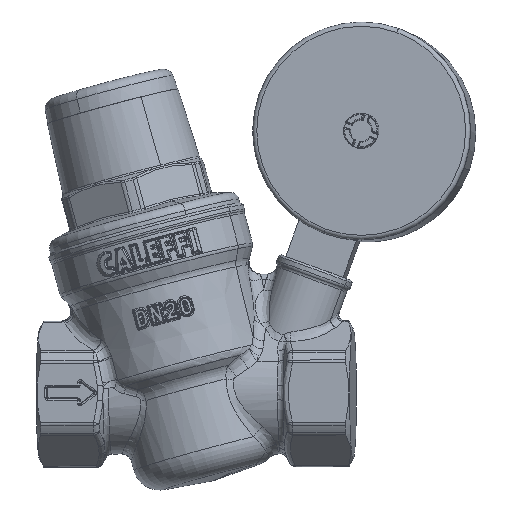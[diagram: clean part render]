
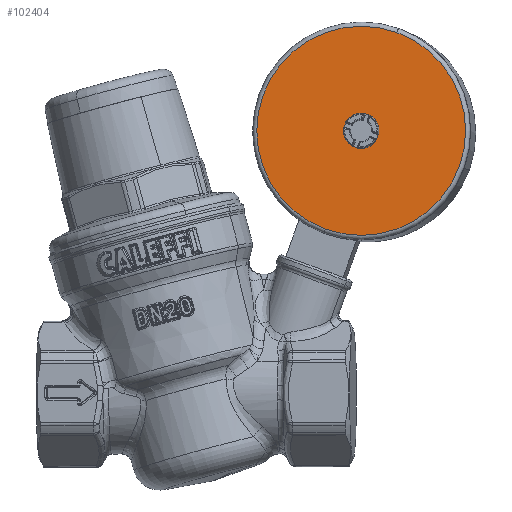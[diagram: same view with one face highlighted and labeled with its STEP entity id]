
A CAD part, top view. The second image highlights one B-rep face of the part: STEP entity #102404.
In plain terms, the highlighted planar face has unit normal (-0.052, 0.019, 0.998).
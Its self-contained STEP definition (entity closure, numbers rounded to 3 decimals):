
#102202=CARTESIAN_POINT('Vertex',(31.69,35.861,17.222)) ;
#102205=CARTESIAN_POINT('Axis2P3D Location',(39.887,58.418,17.221)) ;
#102209=CARTESIAN_POINT('Vertex',(48.084,80.975,17.221)) ;
#102246=CARTESIAN_POINT('Axis2P3D Location',(39.887,58.418,17.221)) ;
#102297=CARTESIAN_POINT('Axis2P3D Location',(39.887,58.418,17.221)) ;
#102306=CARTESIAN_POINT('Axis2P3D Location',(39.887,58.418,17.221)) ;
#102310=CARTESIAN_POINT('Vertex',(41.253,62.177,17.221)) ;
#102312=CARTESIAN_POINT('Vertex',(41.748,61.959,17.251)) ;
#102315=CARTESIAN_POINT('Axis2P3D Location',(39.887,58.418,17.221)) ;
#102319=CARTESIAN_POINT('Vertex',(43.836,59.023,17.417)) ;
#102322=CARTESIAN_POINT('Axis2P3D Location',(39.887,58.418,17.221)) ;
#102326=CARTESIAN_POINT('Vertex',(43.791,57.574,17.442)) ;
#102329=CARTESIAN_POINT('Axis2P3D Location',(39.887,58.418,17.221)) ;
#102333=CARTESIAN_POINT('Vertex',(43.422,56.559,17.442)) ;
#102336=CARTESIAN_POINT('Axis2P3D Location',(39.887,58.418,17.221)) ;
#102340=CARTESIAN_POINT('Vertex',(39.04,54.509,17.252)) ;
#102343=CARTESIAN_POINT('Axis2P3D Location',(39.887,58.418,17.221)) ;
#102347=CARTESIAN_POINT('Vertex',(38.521,54.658,17.221)) ;
#102350=CARTESIAN_POINT('Axis2P3D Location',(39.887,58.418,17.221)) ;
#102354=CARTESIAN_POINT('Vertex',(38.027,54.877,17.191)) ;
#102357=CARTESIAN_POINT('Axis2P3D Location',(39.887,58.418,17.221)) ;
#102361=CARTESIAN_POINT('Vertex',(35.938,57.813,17.026)) ;
#102364=CARTESIAN_POINT('Axis2P3D Location',(39.887,58.418,17.221)) ;
#102368=CARTESIAN_POINT('Vertex',(35.983,59.262,17.001)) ;
#102371=CARTESIAN_POINT('Axis2P3D Location',(39.887,58.418,17.221)) ;
#102375=CARTESIAN_POINT('Vertex',(36.352,60.277,17.001)) ;
#102378=CARTESIAN_POINT('Axis2P3D Location',(39.887,58.418,17.221)) ;
#102382=CARTESIAN_POINT('Vertex',(40.734,62.327,17.191)) ;
#102385=CARTESIAN_POINT('Axis2P3D Location',(39.887,58.418,17.221)) ;
#102206=DIRECTION('Axis2P3D Direction',(0.052,-0.019,-0.998)) ;
#102247=DIRECTION('Axis2P3D Direction',(0.052,-0.019,-0.998)) ;
#102298=DIRECTION('Axis2P3D Direction',(0.052,-0.019,-0.998)) ;
#102299=DIRECTION('Axis2P3D XDirection',(-0.342,-0.94,0.)) ;
#102307=DIRECTION('Axis2P3D Direction',(0.052,-0.019,-0.998)) ;
#102316=DIRECTION('Axis2P3D Direction',(0.052,-0.019,-0.998)) ;
#102323=DIRECTION('Axis2P3D Direction',(0.052,-0.019,-0.998)) ;
#102330=DIRECTION('Axis2P3D Direction',(0.052,-0.019,-0.998)) ;
#102337=DIRECTION('Axis2P3D Direction',(0.052,-0.019,-0.998)) ;
#102344=DIRECTION('Axis2P3D Direction',(0.052,-0.019,-0.998)) ;
#102351=DIRECTION('Axis2P3D Direction',(0.052,-0.019,-0.998)) ;
#102358=DIRECTION('Axis2P3D Direction',(0.052,-0.019,-0.998)) ;
#102365=DIRECTION('Axis2P3D Direction',(0.052,-0.019,-0.998)) ;
#102372=DIRECTION('Axis2P3D Direction',(0.052,-0.019,-0.998)) ;
#102379=DIRECTION('Axis2P3D Direction',(0.052,-0.019,-0.998)) ;
#102386=DIRECTION('Axis2P3D Direction',(0.052,-0.019,-0.998)) ;
#102207=AXIS2_PLACEMENT_3D('Circle Axis2P3D',#102205,#102206,$) ;
#102248=AXIS2_PLACEMENT_3D('Circle Axis2P3D',#102246,#102247,$) ;
#102300=AXIS2_PLACEMENT_3D('Plane Axis2P3D',#102297,#102298,#102299) ;
#102308=AXIS2_PLACEMENT_3D('Circle Axis2P3D',#102306,#102307,$) ;
#102317=AXIS2_PLACEMENT_3D('Circle Axis2P3D',#102315,#102316,$) ;
#102324=AXIS2_PLACEMENT_3D('Circle Axis2P3D',#102322,#102323,$) ;
#102331=AXIS2_PLACEMENT_3D('Circle Axis2P3D',#102329,#102330,$) ;
#102338=AXIS2_PLACEMENT_3D('Circle Axis2P3D',#102336,#102337,$) ;
#102345=AXIS2_PLACEMENT_3D('Circle Axis2P3D',#102343,#102344,$) ;
#102352=AXIS2_PLACEMENT_3D('Circle Axis2P3D',#102350,#102351,$) ;
#102359=AXIS2_PLACEMENT_3D('Circle Axis2P3D',#102357,#102358,$) ;
#102366=AXIS2_PLACEMENT_3D('Circle Axis2P3D',#102364,#102365,$) ;
#102373=AXIS2_PLACEMENT_3D('Circle Axis2P3D',#102371,#102372,$) ;
#102380=AXIS2_PLACEMENT_3D('Circle Axis2P3D',#102378,#102379,$) ;
#102387=AXIS2_PLACEMENT_3D('Circle Axis2P3D',#102385,#102386,$) ;
#102208=CIRCLE('generated circle',#102207,24.) ;
#102249=CIRCLE('generated circle',#102248,24.) ;
#102309=CIRCLE('generated circle',#102308,4.) ;
#102318=CIRCLE('generated circle',#102317,4.) ;
#102325=CIRCLE('generated circle',#102324,4.) ;
#102332=CIRCLE('generated circle',#102331,4.) ;
#102339=CIRCLE('generated circle',#102338,4.) ;
#102346=CIRCLE('generated circle',#102345,4.) ;
#102353=CIRCLE('generated circle',#102352,4.) ;
#102360=CIRCLE('generated circle',#102359,4.) ;
#102367=CIRCLE('generated circle',#102366,4.) ;
#102374=CIRCLE('generated circle',#102373,4.) ;
#102381=CIRCLE('generated circle',#102380,4.) ;
#102388=CIRCLE('generated circle',#102387,4.) ;
#102301=PLANE('',#102300) ;
#102403=FACE_BOUND('',#102390,.T.) ;
#102211=EDGE_CURVE('',#102203,#102210,#102208,.T.) ;
#102250=EDGE_CURVE('',#102210,#102203,#102249,.T.) ;
#102314=EDGE_CURVE('',#102311,#102313,#102309,.T.) ;
#102321=EDGE_CURVE('',#102320,#102313,#102318,.F.) ;
#102328=EDGE_CURVE('',#102327,#102320,#102325,.F.) ;
#102335=EDGE_CURVE('',#102327,#102334,#102332,.T.) ;
#102342=EDGE_CURVE('',#102341,#102334,#102339,.F.) ;
#102349=EDGE_CURVE('',#102341,#102348,#102346,.T.) ;
#102356=EDGE_CURVE('',#102348,#102355,#102353,.T.) ;
#102363=EDGE_CURVE('',#102362,#102355,#102360,.F.) ;
#102370=EDGE_CURVE('',#102369,#102362,#102367,.F.) ;
#102377=EDGE_CURVE('',#102369,#102376,#102374,.T.) ;
#102384=EDGE_CURVE('',#102383,#102376,#102381,.F.) ;
#102389=EDGE_CURVE('',#102383,#102311,#102388,.T.) ;
#102303=ORIENTED_EDGE('',*,*,#102211,.F.) ;
#102304=ORIENTED_EDGE('',*,*,#102250,.F.) ;
#102391=ORIENTED_EDGE('',*,*,#102314,.T.) ;
#102392=ORIENTED_EDGE('',*,*,#102321,.F.) ;
#102393=ORIENTED_EDGE('',*,*,#102328,.F.) ;
#102394=ORIENTED_EDGE('',*,*,#102335,.T.) ;
#102395=ORIENTED_EDGE('',*,*,#102342,.F.) ;
#102396=ORIENTED_EDGE('',*,*,#102349,.T.) ;
#102397=ORIENTED_EDGE('',*,*,#102356,.T.) ;
#102398=ORIENTED_EDGE('',*,*,#102363,.F.) ;
#102399=ORIENTED_EDGE('',*,*,#102370,.F.) ;
#102400=ORIENTED_EDGE('',*,*,#102377,.T.) ;
#102401=ORIENTED_EDGE('',*,*,#102384,.F.) ;
#102402=ORIENTED_EDGE('',*,*,#102389,.T.) ;
#102302=EDGE_LOOP('',(#102303,#102304)) ;
#102390=EDGE_LOOP('',(#102391,#102392,#102393,#102394,#102395,#102396,#102397,#102398,#102399,#102400,#102401,#102402)) ;
#102203=VERTEX_POINT('',#102202) ;
#102210=VERTEX_POINT('',#102209) ;
#102311=VERTEX_POINT('',#102310) ;
#102313=VERTEX_POINT('',#102312) ;
#102320=VERTEX_POINT('',#102319) ;
#102327=VERTEX_POINT('',#102326) ;
#102334=VERTEX_POINT('',#102333) ;
#102341=VERTEX_POINT('',#102340) ;
#102348=VERTEX_POINT('',#102347) ;
#102355=VERTEX_POINT('',#102354) ;
#102362=VERTEX_POINT('',#102361) ;
#102369=VERTEX_POINT('',#102368) ;
#102376=VERTEX_POINT('',#102375) ;
#102383=VERTEX_POINT('',#102382) ;
#102404=ADVANCED_FACE('PartBody',(#102305,#102403),#102301,.F.) ;
#102305=FACE_OUTER_BOUND('',#102302,.T.) ;
